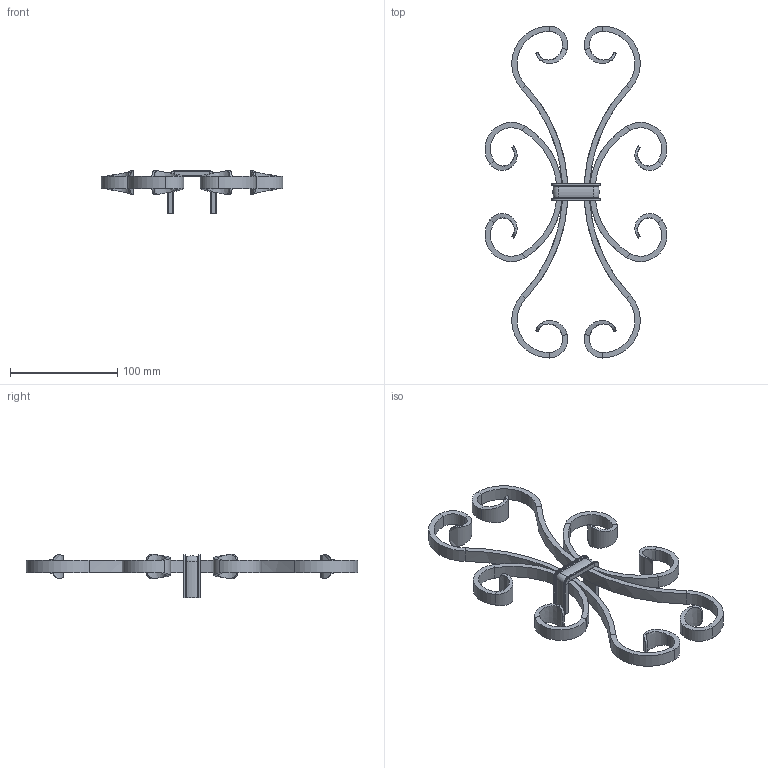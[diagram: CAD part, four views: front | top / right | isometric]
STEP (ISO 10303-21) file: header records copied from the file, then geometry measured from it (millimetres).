
FILE_DESCRIPTION (( 'STEP AP203' ), '1' );
FILE_NAME ('4030.step', '2022-10-07T10:11:28', ( '' ), ( '' ), 'SwSTEP 2.0', 'SolidWorks 2018', '' );
FILE_SCHEMA (( 'CONFIG_CONTROL_DESIGN' ));
Length unit declared in the file: millimetre
Products named in the file (1): 4030
Bounding box: 169.9 x 310 x 40.39 mm (x, y, z)
Volume: 107189.6 mm3; surface area: 63373.2 mm2
Topology: 1 solids, 1 shells, 423 faces, 1058 edges, 656 vertices
Faces by surface type: plane 188, bspline 148, cylinder 65, torus 22
Entity records: 19611 total; most frequent: CARTESIAN_POINT 10422, ORIENTED_EDGE 2116, DIRECTION 1476, EDGE_CURVE 1058, VERTEX_POINT 656, VECTOR 584, LINE 584, AXIS2_PLACEMENT_3D 446
